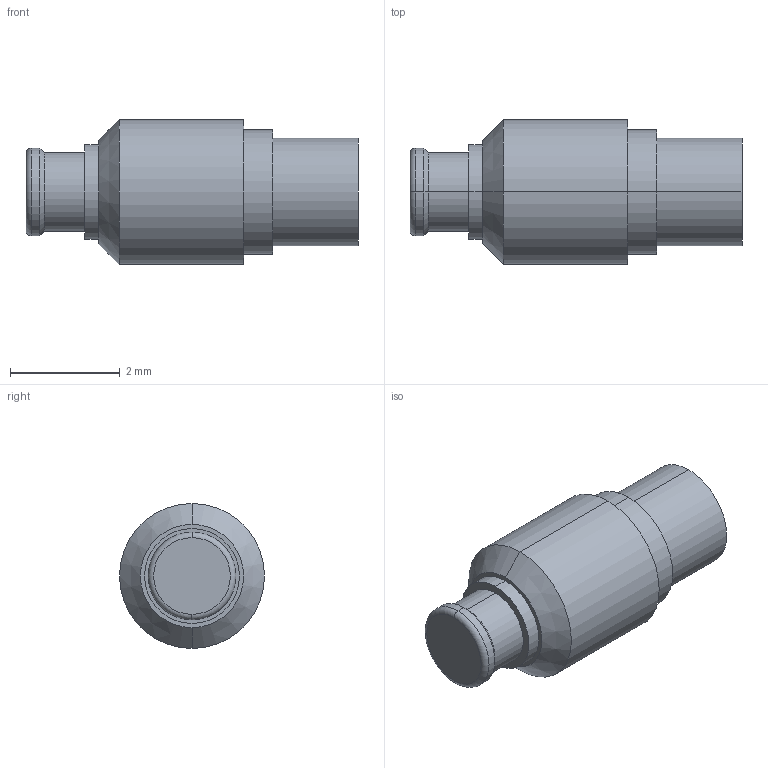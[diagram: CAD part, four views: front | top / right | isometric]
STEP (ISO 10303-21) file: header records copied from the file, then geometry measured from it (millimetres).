
FILE_DESCRIPTION (( 'STEP AP214' ), '1' );
FILE_NAME ('3821-40001.STEP', '2015-06-19T12:47:15', ( 'image' ), ( '' ), 'SwSTEP 2.0', 'SolidWorks 2014', '' );
FILE_SCHEMA (( 'AUTOMOTIVE_DESIGN' ));
Length unit declared in the file: inch
Products named in the file (1): 3821-40001
Bounding box: 6.05 x 2.64 x 2.64 mm (x, y, z)
Volume: 21.5 mm3; surface area: 55.1 mm2
Topology: 1 solids, 1 shells, 29 faces, 56 edges, 34 vertices
Faces by surface type: cylinder 14, plane 7, cone 6, torus 2
Entity records: 1150 total; most frequent: DIRECTION 152, CARTESIAN_POINT 120, ORIENTED_EDGE 112, AXIS2_PLACEMENT_3D 66, EDGE_CURVE 56, CIRCLE 36, VERTEX_POINT 34, EDGE_LOOP 34
